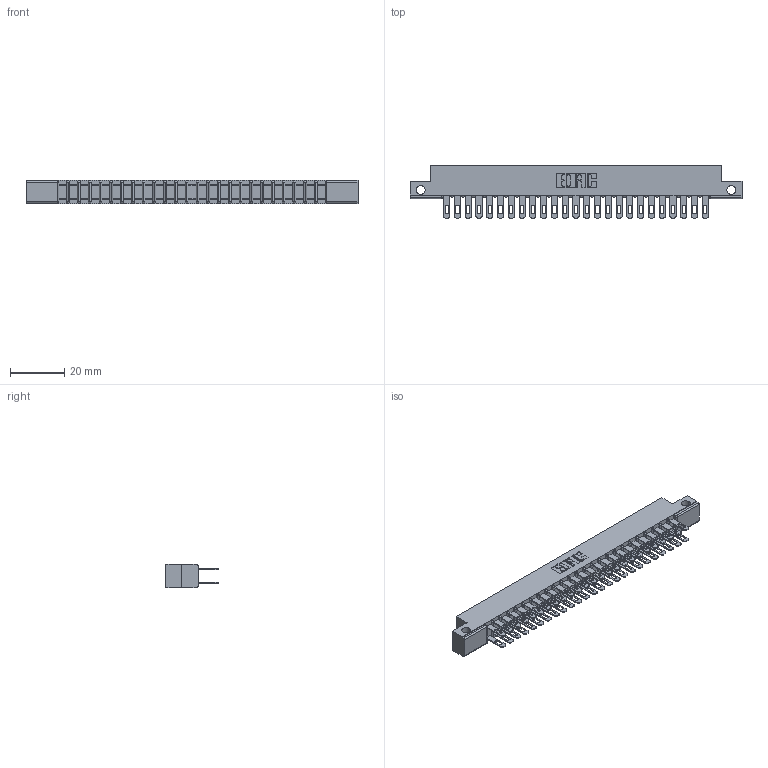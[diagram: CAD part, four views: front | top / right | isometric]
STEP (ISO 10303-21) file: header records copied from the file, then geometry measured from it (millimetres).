
FILE_DESCRIPTION (( 'STEP AP203' ), '1' );
FILE_NAME ('307-050-400-212.STEP', '2020-09-30T04:57:08', ( '' ), ( '' ), 'SwSTEP 2.0', 'SolidWorks 2020', '' );
FILE_SCHEMA (( 'CONFIG_CONTROL_DESIGN' ));
Length unit declared in the file: inch
Products named in the file (3): 307 Part_.128 Dia Side Mounting Holes; 307-290-001_500; 307-050-400-212
Assembly tree (51 placements, depth 2):
  307-050-400-212
    307 Part_.128 Dia Side Mounting Holes
    307-290-001_500  x50
Bounding box: 122.07 x 19.18 x 8.71 mm (x, y, z)
Volume: 8051.9 mm3; surface area: 15034.5 mm2
Topology: 51 solids, 51 shells, 2444 faces, 6823 edges, 4410 vertices
Faces by surface type: plane 1570, cylinder 822, sphere 52
Entity records: 24304 total; most frequent: CARTESIAN_POINT 3977, ORIENTED_EDGE 3938, DIRECTION 3905, EDGE_CURVE 1969, VECTOR 1501, LINE 1501, VERTEX_POINT 1274, AXIS2_PLACEMENT_3D 1202
